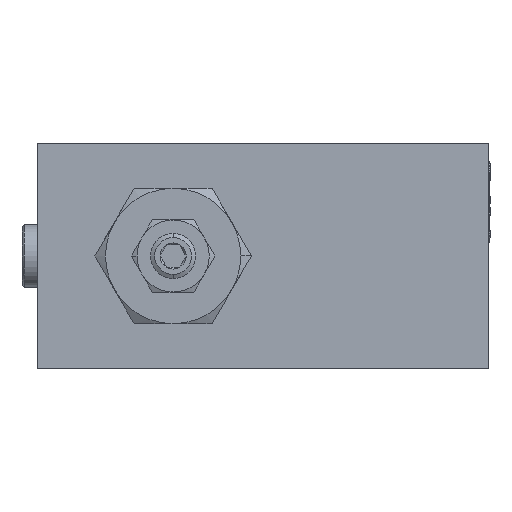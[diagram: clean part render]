
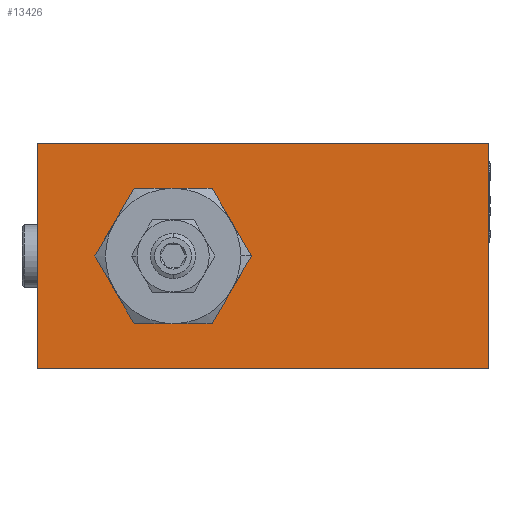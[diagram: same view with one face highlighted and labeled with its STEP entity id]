
A CAD part, left-side view. The second image highlights one B-rep face of the part: STEP entity #13426.
In plain terms, the highlighted planar face has unit normal (-1, 0, 0).
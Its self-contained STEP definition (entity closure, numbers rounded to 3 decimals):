
#1114 = LINE ( 'NONE', #7993, #2006 ) ;
#1904 = EDGE_CURVE ( 'NONE', #18620, #4797, #20657, .T. ) ;
#2006 = VECTOR ( 'NONE', #8104, 1000. ) ;
#2151 = CARTESIAN_POINT ( 'NONE',  ( 0., 70., 38.25 ) ) ;
#2483 = CARTESIAN_POINT ( 'NONE',  ( 0., 0., 0. ) ) ;
#2905 = CARTESIAN_POINT ( 'NONE',  ( 0., 70., 25. ) ) ;
#3031 = DIRECTION ( 'NONE',  ( 0., 0., -1. ) ) ;
#3260 = CARTESIAN_POINT ( 'NONE',  ( 0., 0., 0. ) ) ;
#4535 = LINE ( 'NONE', #21926, #7754 ) ;
#4694 = DIRECTION ( 'NONE',  ( 0., 0., 1. ) ) ;
#4797 = VERTEX_POINT ( 'NONE', #8407 ) ;
#4985 = DIRECTION ( 'NONE',  ( 0., 1., 0. ) ) ;
#6194 = LINE ( 'NONE', #6305, #17682 ) ;
#6305 = CARTESIAN_POINT ( 'NONE',  ( 0., 100., 0. ) ) ;
#6732 = DIRECTION ( 'NONE',  ( 1., 0., 0. ) ) ;
#7000 = EDGE_LOOP ( 'NONE', ( #14903, #7257, #14123, #11786 ) ) ;
#7257 = ORIENTED_EDGE ( 'NONE', *, *, #12151, .F. ) ;
#7754 = VECTOR ( 'NONE', #4985, 1000. ) ;
#7993 = CARTESIAN_POINT ( 'NONE',  ( 0., 0., 0. ) ) ;
#8104 = DIRECTION ( 'NONE',  ( 0., 0., 1. ) ) ;
#8407 = CARTESIAN_POINT ( 'NONE',  ( 0., 70., 11.75 ) ) ;
#8555 = PLANE ( 'NONE',  #22187 ) ;
#9123 = VERTEX_POINT ( 'NONE', #17660 ) ;
#9573 = ORIENTED_EDGE ( 'NONE', *, *, #1904, .T. ) ;
#10029 = FACE_BOUND ( 'NONE', #19627, .T. ) ;
#10262 = VECTOR ( 'NONE', #12752, 1000. ) ;
#11022 = VERTEX_POINT ( 'NONE', #12328 ) ;
#11175 = DIRECTION ( 'NONE',  ( 0., 0., 1. ) ) ;
#11786 = ORIENTED_EDGE ( 'NONE', *, *, #14566, .T. ) ;
#12151 = EDGE_CURVE ( 'NONE', #9123, #11022, #6194, .T. ) ;
#12328 = CARTESIAN_POINT ( 'NONE',  ( 0., 100., 50. ) ) ;
#12752 = DIRECTION ( 'NONE',  ( 0., 1., 0. ) ) ;
#13426 = ADVANCED_FACE ( 'NONE', ( #10029, #18740 ), #8555, .T. ) ;
#13643 = DIRECTION ( 'NONE',  ( -1., 0., 0. ) ) ;
#14034 = CARTESIAN_POINT ( 'NONE',  ( 0., 0., 0. ) ) ;
#14123 = ORIENTED_EDGE ( 'NONE', *, *, #18621, .F. ) ;
#14159 = VERTEX_POINT ( 'NONE', #14034 ) ;
#14254 = EDGE_CURVE ( 'NONE', #14955, #11022, #4535, .T. ) ;
#14517 = EDGE_CURVE ( 'NONE', #4797, #18620, #15701, .T. ) ;
#14566 = EDGE_CURVE ( 'NONE', #14159, #14955, #1114, .T. ) ;
#14903 = ORIENTED_EDGE ( 'NONE', *, *, #14254, .T. ) ;
#14955 = VERTEX_POINT ( 'NONE', #21960 ) ;
#14973 = AXIS2_PLACEMENT_3D ( 'NONE', #15230, #15005, #3031 ) ;
#15005 = DIRECTION ( 'NONE',  ( 1., 0., 0. ) ) ;
#15230 = CARTESIAN_POINT ( 'NONE',  ( 0., 70., 25. ) ) ;
#15451 = DIRECTION ( 'NONE',  ( 0., 0., 1. ) ) ;
#15701 = CIRCLE ( 'NONE', #14973, 13.25 ) ;
#17660 = CARTESIAN_POINT ( 'NONE',  ( 0., 100., 0. ) ) ;
#17682 = VECTOR ( 'NONE', #11175, 1000. ) ;
#18620 = VERTEX_POINT ( 'NONE', #2151 ) ;
#18621 = EDGE_CURVE ( 'NONE', #14159, #9123, #21126, .T. ) ;
#18740 = FACE_OUTER_BOUND ( 'NONE', #7000, .T. ) ;
#19627 = EDGE_LOOP ( 'NONE', ( #9573, #19847 ) ) ;
#19847 = ORIENTED_EDGE ( 'NONE', *, *, #14517, .T. ) ;
#19920 = AXIS2_PLACEMENT_3D ( 'NONE', #2905, #6732, #4694 ) ;
#20657 = CIRCLE ( 'NONE', #19920, 13.25 ) ;
#21126 = LINE ( 'NONE', #2483, #10262 ) ;
#21926 = CARTESIAN_POINT ( 'NONE',  ( 0., 0., 50. ) ) ;
#21960 = CARTESIAN_POINT ( 'NONE',  ( 0., 0., 50. ) ) ;
#22187 = AXIS2_PLACEMENT_3D ( 'NONE', #3260, #13643, #15451 ) ;
